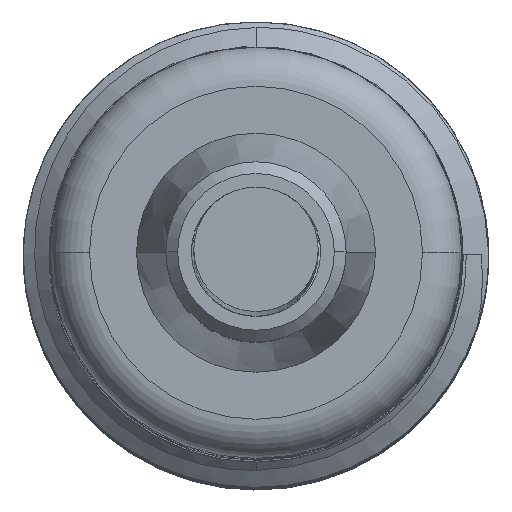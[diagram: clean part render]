
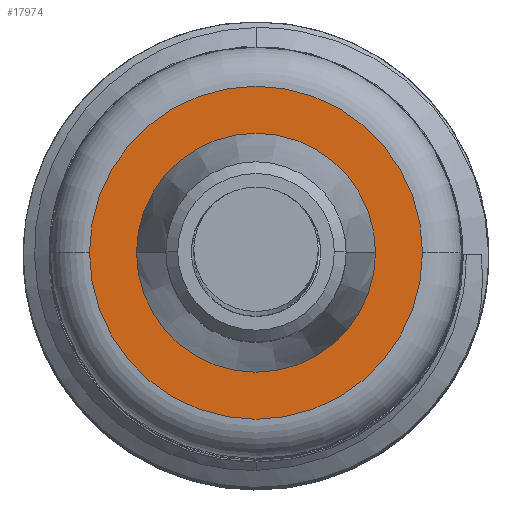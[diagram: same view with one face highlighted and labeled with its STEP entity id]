
A CAD part, top view. The second image highlights one B-rep face of the part: STEP entity #17974.
In plain terms, the highlighted planar face has unit normal (0, 0, 1).
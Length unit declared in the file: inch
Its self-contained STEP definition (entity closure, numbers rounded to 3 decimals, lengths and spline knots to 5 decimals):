
#8345=CARTESIAN_POINT('',(0.,0.,2.65748));
#8346=DIRECTION('',(0.,0.,1.));
#8347=DIRECTION('',(-1.,0.,0.));
#8348=AXIS2_PLACEMENT_3D('',#8345,#8346,#8347);
#8350=CARTESIAN_POINT('',(0.,0.,2.65748));
#8351=DIRECTION('',(0.,0.,1.));
#8352=DIRECTION('',(1.,0.,0.));
#8353=AXIS2_PLACEMENT_3D('',#8350,#8351,#8352);
#8355=CARTESIAN_POINT('',(0.,0.,2.65748));
#8356=DIRECTION('',(0.,0.,1.));
#8357=DIRECTION('',(1.,0.,0.));
#8358=AXIS2_PLACEMENT_3D('',#8355,#8356,#8357);
#8360=CARTESIAN_POINT('',(0.,0.,2.65748));
#8361=DIRECTION('',(0.,0.,1.));
#8362=DIRECTION('',(-1.,0.,0.));
#8363=AXIS2_PLACEMENT_3D('',#8360,#8361,#8362);
#10909=CARTESIAN_POINT('',(-0.16732,0.,2.65748));
#10910=CARTESIAN_POINT('',(0.16732,0.,2.65748));
#10911=VERTEX_POINT('',#10909);
#10912=VERTEX_POINT('',#10910);
#10981=CARTESIAN_POINT('',(0.12008,0.,2.65748));
#10982=CARTESIAN_POINT('',(-0.12008,0.,2.65748));
#10983=VERTEX_POINT('',#10981);
#10984=VERTEX_POINT('',#10982);
#17958=CARTESIAN_POINT('',(0.,0.,2.65748));
#17959=DIRECTION('',(0.,0.,-1.));
#17960=DIRECTION('',(1.,0.,0.));
#17961=AXIS2_PLACEMENT_3D('',#17958,#17959,#17960);
#17962=PLANE('',#17961);
#17963=ORIENTED_EDGE('',*,*,#17948,.F.);
#17965=ORIENTED_EDGE('',*,*,#17964,.F.);
#17966=EDGE_LOOP('',(#17963,#17965));
#17967=FACE_OUTER_BOUND('',#17966,.F.);
#17969=ORIENTED_EDGE('',*,*,#17968,.T.);
#17971=ORIENTED_EDGE('',*,*,#17970,.T.);
#17972=EDGE_LOOP('',(#17969,#17971));
#17973=FACE_BOUND('',#17972,.F.);
#17974=ADVANCED_FACE('',(#17967,#17973),#17962,.F.);
#8349=CIRCLE('',#8348,0.16732);
#8354=CIRCLE('',#8353,0.16732);
#8359=CIRCLE('',#8358,0.12008);
#8364=CIRCLE('',#8363,0.12008);
#17948=EDGE_CURVE('',#10911,#10912,#8349,.T.);
#17964=EDGE_CURVE('',#10912,#10911,#8354,.T.);
#17968=EDGE_CURVE('',#10983,#10984,#8359,.T.);
#17970=EDGE_CURVE('',#10984,#10983,#8364,.T.);
